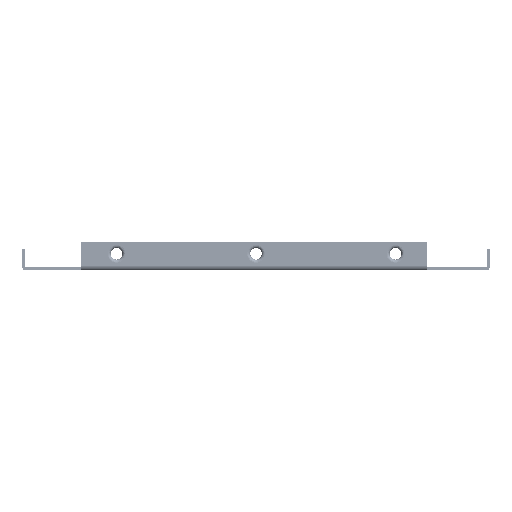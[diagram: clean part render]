
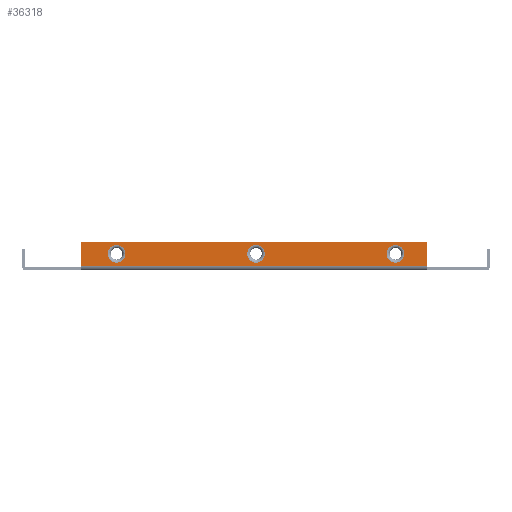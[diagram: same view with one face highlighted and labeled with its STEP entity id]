
A CAD part, left-side view. The second image highlights one B-rep face of the part: STEP entity #36318.
In plain terms, the highlighted planar face has unit normal (-1, 0, 0).
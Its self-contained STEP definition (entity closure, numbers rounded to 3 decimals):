
#13=LINE($,#61439,#141);
#14=LINE($,#61441,#142);
#15=LINE($,#61443,#143);
#16=LINE($,#61444,#144);
#141=VECTOR($,#52296,7.7);
#142=VECTOR($,#52297,111.6);
#143=VECTOR($,#52298,7.7);
#144=VECTOR($,#52299,111.6);
#269=PLANE($,#41653);
#2080=FACE_BOUND($,#10953,.T.);
#2081=FACE_BOUND($,#10954,.T.);
#2082=FACE_BOUND($,#10955,.T.);
#2083=FACE_BOUND($,#10956,.T.);
#10953=EDGE_LOOP($,(#28939));
#10954=EDGE_LOOP($,(#28940));
#10955=EDGE_LOOP($,(#28941,#28942,#28943,#28944));
#10956=EDGE_LOOP($,(#28945));
#18074=CIRCLE($,#41652,2.85);
#18075=CIRCLE($,#41654,2.85);
#18076=CIRCLE($,#41655,2.85);
#21626=VERTEX_POINT($,#61430);
#21627=VERTEX_POINT($,#61433);
#21628=VERTEX_POINT($,#61435);
#21629=VERTEX_POINT($,#61437);
#21630=VERTEX_POINT($,#61438);
#21631=VERTEX_POINT($,#61440);
#21632=VERTEX_POINT($,#61442);
#25258=EDGE_CURVE($,#21626,#21626,#18074,.T.);
#25259=EDGE_CURVE($,#21627,#21627,#18075,.T.);
#25260=EDGE_CURVE($,#21628,#21628,#18076,.T.);
#25261=EDGE_CURVE($,#21629,#21630,#13,.T.);
#25262=EDGE_CURVE($,#21630,#21631,#14,.T.);
#25263=EDGE_CURVE($,#21631,#21632,#15,.T.);
#25264=EDGE_CURVE($,#21629,#21632,#16,.T.);
#28939=ORIENTED_EDGE($,*,*,#25259,.F.);
#28940=ORIENTED_EDGE($,*,*,#25260,.F.);
#28941=ORIENTED_EDGE($,*,*,#25261,.T.);
#28942=ORIENTED_EDGE($,*,*,#25262,.T.);
#28943=ORIENTED_EDGE($,*,*,#25263,.T.);
#28944=ORIENTED_EDGE($,*,*,#25264,.F.);
#28945=ORIENTED_EDGE($,*,*,#25258,.F.);
#36318=ADVANCED_FACE($,(#2080,#2081,#2082,#2083),#269,.T.);
#41652=AXIS2_PLACEMENT_3D($,#61431,#52288,#52289);
#41653=AXIS2_PLACEMENT_3D($,#61432,#52290,#52291);
#41654=AXIS2_PLACEMENT_3D($,#61434,#52292,#52293);
#41655=AXIS2_PLACEMENT_3D($,#61436,#52294,#52295);
#52288=DIRECTION('center_axis',(-1.,0.,0.));
#52289=DIRECTION('ref_axis',(0.,1.,0.));
#52290=DIRECTION('center_axis',(-1.,0.,0.));
#52291=DIRECTION('ref_axis',(0.,0.,1.));
#52292=DIRECTION('center_axis',(-1.,0.,0.));
#52293=DIRECTION('ref_axis',(0.,1.,0.));
#52294=DIRECTION('center_axis',(-1.,0.,0.));
#52295=DIRECTION('ref_axis',(0.,1.,0.));
#52296=DIRECTION($,(0.,0.,1.));
#52297=DIRECTION($,(0.,1.,0.));
#52298=DIRECTION($,(0.,0.,-1.));
#52299=DIRECTION($,(0.,1.,0.));
#61430=CARTESIAN_POINT('',(-162.335,-47.85,5.3));
#61431=CARTESIAN_POINT('Origin',(-162.335,-45.,5.3));
#61432=CARTESIAN_POINT('Origin',(-162.335,-56.35,9.2));
#61433=CARTESIAN_POINT('',(-162.335,-2.85,5.3));
#61434=CARTESIAN_POINT('Origin',(-162.335,0.,5.3));
#61435=CARTESIAN_POINT('',(-162.335,42.15,5.3));
#61436=CARTESIAN_POINT('Origin',(-162.335,45.,5.3));
#61437=CARTESIAN_POINT('',(-162.335,-55.25,1.5));
#61438=CARTESIAN_POINT('',(-162.335,-55.25,9.2));
#61439=CARTESIAN_POINT($,(-162.335,-55.25,9.2));
#61440=CARTESIAN_POINT('',(-162.335,56.35,9.2));
#61441=CARTESIAN_POINT($,(-162.335,-56.35,9.2));
#61442=CARTESIAN_POINT('',(-162.335,56.35,1.5));
#61443=CARTESIAN_POINT($,(-162.335,56.35,9.2));
#61444=CARTESIAN_POINT($,(-162.335,56.35,1.5));
